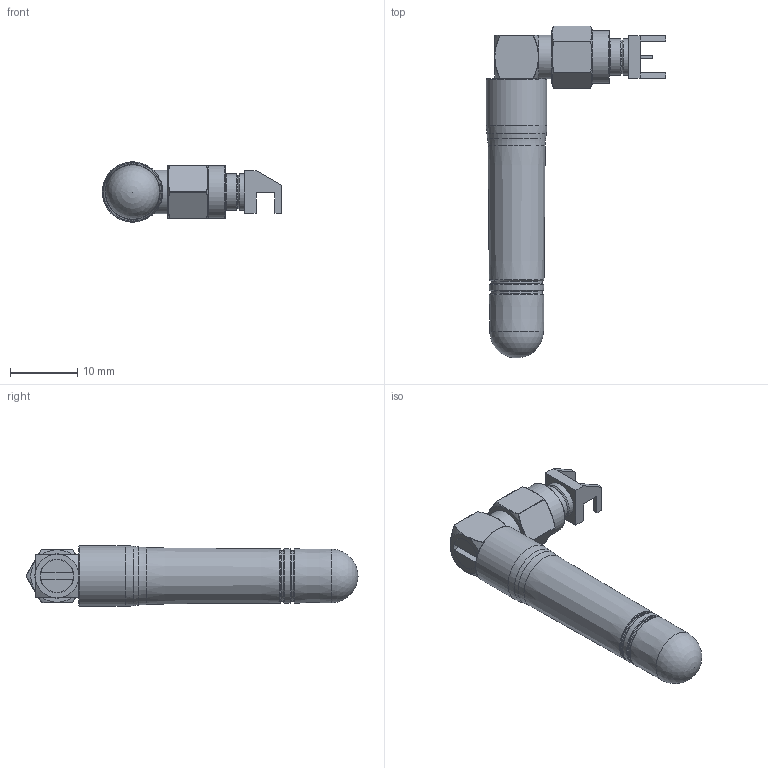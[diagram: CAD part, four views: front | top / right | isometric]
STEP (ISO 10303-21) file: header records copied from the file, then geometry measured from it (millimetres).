
FILE_DESCRIPTION(/* description */ (''),/* implementation_level */ '2;1');
FILE_NAME(/* name */ 'DL868-915M-R-48_EdgeMount_inverse v1.step',/* time_stamp */ '2024-01-27T11:56:41+09:00',/* author */ (''),/* organization */ (''),/* preprocessor_version */ 'ST-DEVELOPER v20',/* originating_system */ 'Autodesk Translation Framework v12.14.0.127',/* authorisation */ '');
FILE_SCHEMA (('AUTOMOTIVE_DESIGN { 1 0 10303 214 3 1 1 }'));
Length unit declared in the file: millimetre
Products named in the file (3): DL868-915M-R-48_EdgeMount_inverse; 0732512440; DL868-915M-R-48
Assembly tree (2 placements, depth 2):
  DL868-915M-R-48_EdgeMount_inverse
    0732512440
    DL868-915M-R-48
Bounding box: 26.65 x 49.36 x 9 mm (x, y, z)
Volume: 3142.3 mm3; surface area: 2467.2 mm2
Topology: 4 solids, 4 shells, 206 faces, 478 edges, 281 vertices
Faces by surface type: plane 55, bspline 41, cylinder 40, torus 32, sphere 25, cone 13
Full cylindrical faces by diameter (mm): 0.965 x1, 1 x1, 1.036 x1, 4.644 x1, 5 x1, 5.359 x3, 5.489 x5, 6.257 x4, 6.5 x1, 6.6 x1, 7.6 x2, 7.8 x1, 9 x1
Entity records: 13180 total; most frequent: CARTESIAN_POINT 8695, ORIENTED_EDGE 934, DIRECTION 885, EDGE_CURVE 467, AXIS2_PLACEMENT_3D 378, VERTEX_POINT 281, EDGE_LOOP 220, FACE_OUTER_BOUND 206
